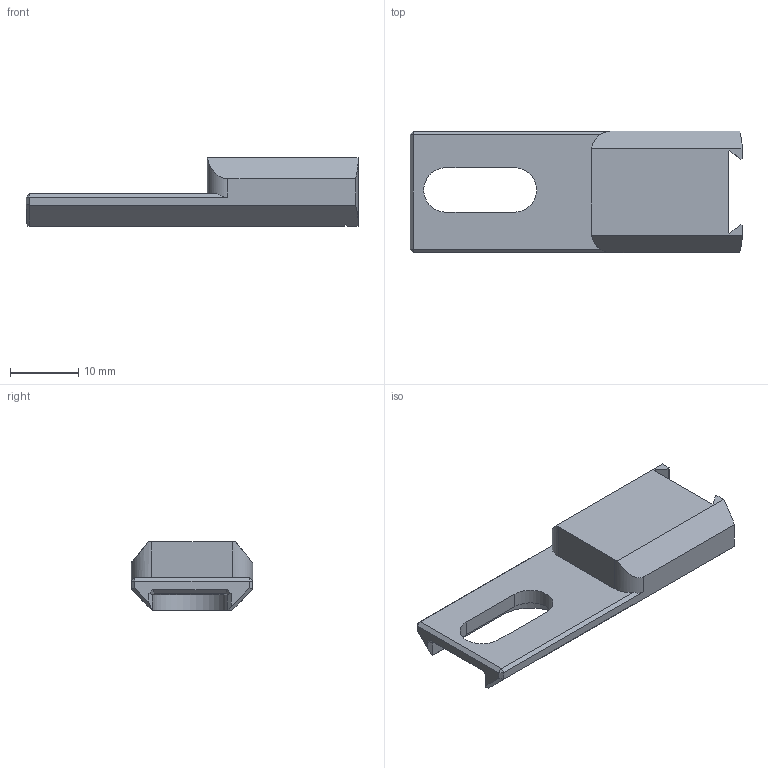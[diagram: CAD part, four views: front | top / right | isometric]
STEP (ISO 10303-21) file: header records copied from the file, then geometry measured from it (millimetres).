
FILE_DESCRIPTION(/* description */ (''),/* implementation_level */ '2;1');
FILE_NAME(/* name */ 'baseSlidingArm_PENF',/* time_stamp */ '2023-09-28T12:16:41-04:00',/* author */ ('George'),/* organization */ ('Archive 663'),/* preprocessor_version */ 'ST-DEVELOPER v16.7',/* originating_system */ 'Solid Edge',/* authorisation */ 'Unknown');
FILE_SCHEMA (('AUTOMOTIVE_DESIGN {1 0 10303 214 3 1 1}'));
Length unit declared in the file: millimetre
Products named in the file (2): PENF L-Bracket Final; Olympus PENF Arca-Swiss Sliding Arm V1
Assembly tree (1 placements, depth 2):
  PENF L-Bracket Final
    Olympus PENF Arca-Swiss Sliding Arm V1
Bounding box: 48.5 x 17.75 x 10 mm (x, y, z)
Volume: 4296.4 mm3; surface area: 2620.8 mm2
Topology: 1 solids, 1 shells, 53 faces, 136 edges, 86 vertices
Faces by surface type: plane 44, cylinder 8, cone 1
Full cylindrical faces by diameter (mm): 5.3 x1
Entity records: 1627 total; most frequent: CARTESIAN_POINT 276, ORIENTED_EDGE 270, DIRECTION 266, EDGE_CURVE 135, LINE 114, VECTOR 114, VERTEX_POINT 86, AXIS2_PLACEMENT_3D 76
